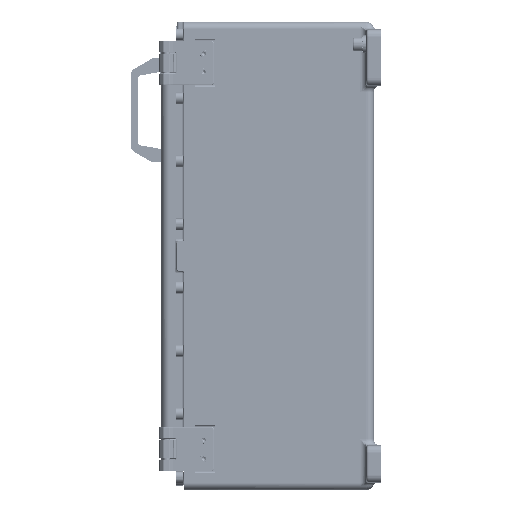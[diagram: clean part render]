
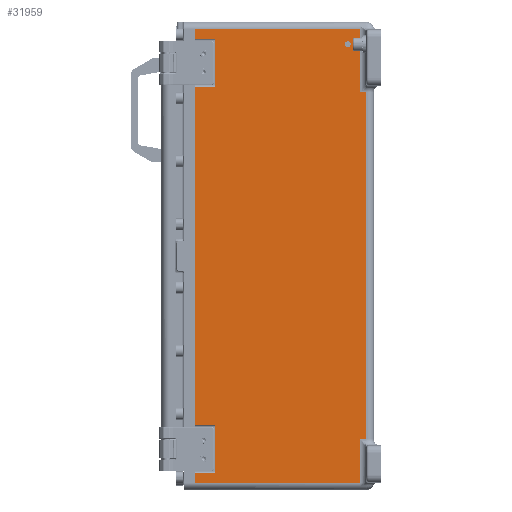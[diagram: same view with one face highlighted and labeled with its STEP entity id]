
A CAD part, left-side view. The second image highlights one B-rep face of the part: STEP entity #31959.
In plain terms, the highlighted planar face has unit normal (-1, 0, 0).
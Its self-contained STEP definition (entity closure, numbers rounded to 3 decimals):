
#309 = DIRECTION ( 'NONE',  ( 1., 0., 0. ) ) ;
#558 = ORIENTED_EDGE ( 'NONE', *, *, #33387, .T. ) ;
#1058 = PLANE ( 'NONE',  #14076 ) ;
#3688 = VECTOR ( 'NONE', #112485, 1000. ) ;
#3967 = DIRECTION ( 'NONE',  ( 0., -1., 0. ) ) ;
#3994 = LINE ( 'NONE', #15267, #94331 ) ;
#4096 = CARTESIAN_POINT ( 'NONE',  ( -265., 241., -292. ) ) ;
#4601 = EDGE_CURVE ( 'NONE', #55496, #60447, #28475, .T. ) ;
#4733 = ORIENTED_EDGE ( 'NONE', *, *, #98001, .F. ) ;
#5217 = VECTOR ( 'NONE', #3967, 1000. ) ;
#5340 = CARTESIAN_POINT ( 'NONE',  ( -265., 241., 292. ) ) ;
#6062 = LINE ( 'NONE', #5340, #17054 ) ;
#6275 = LINE ( 'NONE', #41173, #70690 ) ;
#9580 = VECTOR ( 'NONE', #16553, 1000. ) ;
#9712 = CARTESIAN_POINT ( 'NONE',  ( -265., 241., 228. ) ) ;
#11597 = CARTESIAN_POINT ( 'NONE',  ( -265., 214., 292. ) ) ;
#13964 = CARTESIAN_POINT ( 'NONE',  ( -265., 241., -292. ) ) ;
#14076 = AXIS2_PLACEMENT_3D ( 'NONE', #44696, #309, #53536 ) ;
#14837 = ORIENTED_EDGE ( 'NONE', *, *, #96160, .F. ) ;
#15267 = CARTESIAN_POINT ( 'NONE',  ( -265., 214., -292. ) ) ;
#15842 = EDGE_CURVE ( 'NONE', #86020, #54596, #6062, .T. ) ;
#16377 = VECTOR ( 'NONE', #93426, 1000. ) ;
#16553 = DIRECTION ( 'NONE',  ( 0., 1., 0. ) ) ;
#17054 = VECTOR ( 'NONE', #83868, 1000. ) ;
#17856 = CARTESIAN_POINT ( 'NONE',  ( -265., 241., 305. ) ) ;
#18838 = EDGE_CURVE ( 'NONE', #85264, #111501, #109576, .T. ) ;
#19635 = CARTESIAN_POINT ( 'NONE',  ( -265., 241., 292. ) ) ;
#23521 = VERTEX_POINT ( 'NONE', #92422 ) ;
#23899 = EDGE_CURVE ( 'NONE', #55496, #102054, #39188, .T. ) ;
#25085 = VECTOR ( 'NONE', #70975, 1000. ) ;
#25256 = LINE ( 'NONE', #67776, #63662 ) ;
#26614 = EDGE_CURVE ( 'NONE', #85020, #103714, #78743, .T. ) ;
#26750 = EDGE_CURVE ( 'NONE', #103714, #85264, #96494, .T. ) ;
#27449 = VECTOR ( 'NONE', #74088, 1000. ) ;
#28475 = LINE ( 'NONE', #69271, #5217 ) ;
#28560 = DIRECTION ( 'NONE',  ( 0., -1., 0. ) ) ;
#30295 = CARTESIAN_POINT ( 'NONE',  ( -265., 214., -228. ) ) ;
#31185 = VERTEX_POINT ( 'NONE', #106492 ) ;
#31499 = ORIENTED_EDGE ( 'NONE', *, *, #18838, .T. ) ;
#31959 = ADVANCED_FACE ( 'NONE', ( #63866 ), #1058, .F. ) ;
#33387 = EDGE_CURVE ( 'NONE', #111501, #31185, #25256, .T. ) ;
#37401 = VECTOR ( 'NONE', #72444, 1000. ) ;
#39188 = LINE ( 'NONE', #68624, #3688 ) ;
#39618 = DIRECTION ( 'NONE',  ( 0., -1., 0. ) ) ;
#39731 = LINE ( 'NONE', #66799, #27449 ) ;
#41173 = CARTESIAN_POINT ( 'NONE',  ( -265., 241., 305. ) ) ;
#41667 = DIRECTION ( 'NONE',  ( 0., 0., 1. ) ) ;
#41754 = CARTESIAN_POINT ( 'NONE',  ( -265., 10., 221. ) ) ;
#41755 = VECTOR ( 'NONE', #28560, 1000. ) ;
#42006 = DIRECTION ( 'NONE',  ( 0., 0., 1. ) ) ;
#42190 = CARTESIAN_POINT ( 'NONE',  ( -265., 241., 221. ) ) ;
#44696 = CARTESIAN_POINT ( 'NONE',  ( -265., 241., -315. ) ) ;
#45822 = CARTESIAN_POINT ( 'NONE',  ( -265., 241., -247. ) ) ;
#49181 = VERTEX_POINT ( 'NONE', #84490 ) ;
#50115 = VECTOR ( 'NONE', #87217, 1000. ) ;
#50572 = LINE ( 'NONE', #77368, #16377 ) ;
#51275 = ORIENTED_EDGE ( 'NONE', *, *, #84806, .F. ) ;
#51901 = ORIENTED_EDGE ( 'NONE', *, *, #26750, .T. ) ;
#52823 = ORIENTED_EDGE ( 'NONE', *, *, #54627, .F. ) ;
#53536 = DIRECTION ( 'NONE',  ( 0., 0., -1. ) ) ;
#54596 = VERTEX_POINT ( 'NONE', #19635 ) ;
#54627 = EDGE_CURVE ( 'NONE', #23521, #105218, #82690, .T. ) ;
#55496 = VERTEX_POINT ( 'NONE', #102851 ) ;
#56489 = VERTEX_POINT ( 'NONE', #84686 ) ;
#57187 = ORIENTED_EDGE ( 'NONE', *, *, #15842, .F. ) ;
#57852 = LINE ( 'NONE', #91477, #86614 ) ;
#58629 = ORIENTED_EDGE ( 'NONE', *, *, #23899, .F. ) ;
#60447 = VERTEX_POINT ( 'NONE', #61471 ) ;
#60771 = EDGE_LOOP ( 'NONE', ( #63353, #57187, #14837, #52823, #4733, #61880, #110495, #51275, #58629, #93655, #101898, #61401, #51901, #31499, #558, #111734 ) ) ;
#61401 = ORIENTED_EDGE ( 'NONE', *, *, #26614, .T. ) ;
#61471 = CARTESIAN_POINT ( 'NONE',  ( -265., 18., -305. ) ) ;
#61880 = ORIENTED_EDGE ( 'NONE', *, *, #83784, .F. ) ;
#63353 = ORIENTED_EDGE ( 'NONE', *, *, #104196, .F. ) ;
#63662 = VECTOR ( 'NONE', #41667, 1000. ) ;
#63866 = FACE_OUTER_BOUND ( 'NONE', #60771, .T. ) ;
#65820 = CARTESIAN_POINT ( 'NONE',  ( -265., 214., 228. ) ) ;
#66110 = DIRECTION ( 'NONE',  ( 0., 0., 1. ) ) ;
#66799 = CARTESIAN_POINT ( 'NONE',  ( -265., 241., -315. ) ) ;
#67776 = CARTESIAN_POINT ( 'NONE',  ( -265., 18., -315. ) ) ;
#68624 = CARTESIAN_POINT ( 'NONE',  ( -265., 241., -315. ) ) ;
#68775 = CARTESIAN_POINT ( 'NONE',  ( -265., 18., -247. ) ) ;
#69099 = VECTOR ( 'NONE', #66110, 1000. ) ;
#69271 = CARTESIAN_POINT ( 'NONE',  ( -265., 241., -305. ) ) ;
#70113 = VERTEX_POINT ( 'NONE', #30295 ) ;
#70690 = VECTOR ( 'NONE', #101286, 1000. ) ;
#70975 = DIRECTION ( 'NONE',  ( 0., -1., 0. ) ) ;
#72444 = DIRECTION ( 'NONE',  ( 0., 0., 1. ) ) ;
#74088 = DIRECTION ( 'NONE',  ( 0., 0., 1. ) ) ;
#74630 = CARTESIAN_POINT ( 'NONE',  ( -265., 18., 221. ) ) ;
#74723 = LINE ( 'NONE', #111627, #50115 ) ;
#74989 = VERTEX_POINT ( 'NONE', #17856 ) ;
#77368 = CARTESIAN_POINT ( 'NONE',  ( -265., 18., -315. ) ) ;
#78743 = LINE ( 'NONE', #45822, #41755 ) ;
#82690 = LINE ( 'NONE', #9712, #25085 ) ;
#83784 = EDGE_CURVE ( 'NONE', #70113, #49181, #74723, .T. ) ;
#83868 = DIRECTION ( 'NONE',  ( 0., 1., 0. ) ) ;
#84490 = CARTESIAN_POINT ( 'NONE',  ( -265., 241., -228. ) ) ;
#84686 = CARTESIAN_POINT ( 'NONE',  ( -265., 214., -292. ) ) ;
#84806 = EDGE_CURVE ( 'NONE', #102054, #56489, #101811, .T. ) ;
#85020 = VERTEX_POINT ( 'NONE', #68775 ) ;
#85264 = VERTEX_POINT ( 'NONE', #41754 ) ;
#86020 = VERTEX_POINT ( 'NONE', #11597 ) ;
#86614 = VECTOR ( 'NONE', #42006, 1000. ) ;
#87217 = DIRECTION ( 'NONE',  ( 0., 1., 0. ) ) ;
#89641 = EDGE_CURVE ( 'NONE', #56489, #70113, #3994, .T. ) ;
#91477 = CARTESIAN_POINT ( 'NONE',  ( -265., 241., -315. ) ) ;
#92422 = CARTESIAN_POINT ( 'NONE',  ( -265., 241., 228. ) ) ;
#93426 = DIRECTION ( 'NONE',  ( 0., 0., 1. ) ) ;
#93655 = ORIENTED_EDGE ( 'NONE', *, *, #4601, .T. ) ;
#93750 = DIRECTION ( 'NONE',  ( 0., 0., 1. ) ) ;
#94331 = VECTOR ( 'NONE', #93750, 1000. ) ;
#96160 = EDGE_CURVE ( 'NONE', #105218, #86020, #108569, .T. ) ;
#96348 = VECTOR ( 'NONE', #39618, 1000. ) ;
#96494 = LINE ( 'NONE', #101234, #69099 ) ;
#98001 = EDGE_CURVE ( 'NONE', #49181, #23521, #57852, .T. ) ;
#99790 = CARTESIAN_POINT ( 'NONE',  ( -265., 10., -247. ) ) ;
#101234 = CARTESIAN_POINT ( 'NONE',  ( -265., 10., -315. ) ) ;
#101286 = DIRECTION ( 'NONE',  ( 0., 1., 0. ) ) ;
#101811 = LINE ( 'NONE', #4096, #96348 ) ;
#101898 = ORIENTED_EDGE ( 'NONE', *, *, #113209, .T. ) ;
#102054 = VERTEX_POINT ( 'NONE', #13964 ) ;
#102851 = CARTESIAN_POINT ( 'NONE',  ( -265., 241., -305. ) ) ;
#103714 = VERTEX_POINT ( 'NONE', #99790 ) ;
#104196 = EDGE_CURVE ( 'NONE', #54596, #74989, #39731, .T. ) ;
#105218 = VERTEX_POINT ( 'NONE', #65820 ) ;
#106492 = CARTESIAN_POINT ( 'NONE',  ( -265., 18., 305. ) ) ;
#107155 = EDGE_CURVE ( 'NONE', #31185, #74989, #6275, .T. ) ;
#108569 = LINE ( 'NONE', #108682, #37401 ) ;
#108682 = CARTESIAN_POINT ( 'NONE',  ( -265., 214., 292. ) ) ;
#109576 = LINE ( 'NONE', #42190, #9580 ) ;
#110495 = ORIENTED_EDGE ( 'NONE', *, *, #89641, .F. ) ;
#111501 = VERTEX_POINT ( 'NONE', #74630 ) ;
#111627 = CARTESIAN_POINT ( 'NONE',  ( -265., 241., -228. ) ) ;
#111734 = ORIENTED_EDGE ( 'NONE', *, *, #107155, .T. ) ;
#112485 = DIRECTION ( 'NONE',  ( 0., 0., 1. ) ) ;
#113209 = EDGE_CURVE ( 'NONE', #60447, #85020, #50572, .T. ) ;
